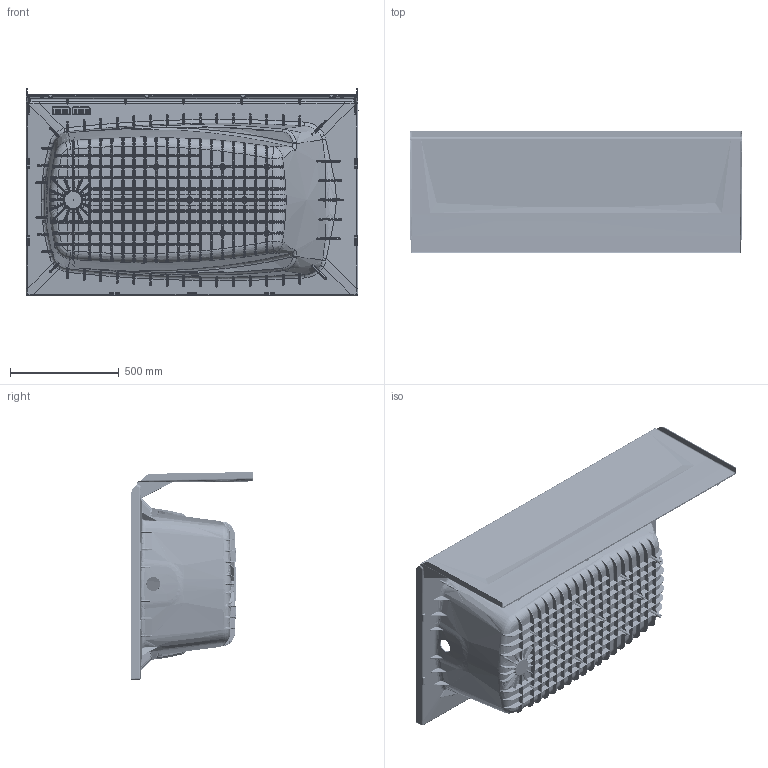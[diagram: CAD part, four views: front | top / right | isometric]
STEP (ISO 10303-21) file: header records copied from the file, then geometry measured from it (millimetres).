
FILE_DESCRIPTION (( 'STEP AP203' ), '1' );
FILE_NAME ('6036CTLM.STEP', '2023-06-07T16:21:46', ( '' ), ( '' ), 'SwSTEP 2.0', 'SolidWorks 2020', '' );
FILE_SCHEMA (( 'CONFIG_CONTROL_DESIGN' ));
Products named in the file (1): 6036CTLM
Bounding box: 1524.01 x 559 x 954.76 mm (x, y, z)
Volume: 15949083.9 mm3; surface area: 7634064.3 mm2
Topology: 1 solids, 1 shells, 10029 faces, 24351 edges, 13875 vertices
Faces by surface type: bspline 4440, cylinder 3006, plane 2364, cone 104, sphere 63, torus 52
Entity records: 438876 total; most frequent: CARTESIAN_POINT 249336, ORIENTED_EDGE 47240, DIRECTION 30168, EDGE_CURVE 23620, VERTEX_POINT 13875, AXIS2_PLACEMENT_3D 10773, EDGE_LOOP 10313, ADVANCED_FACE 10029
